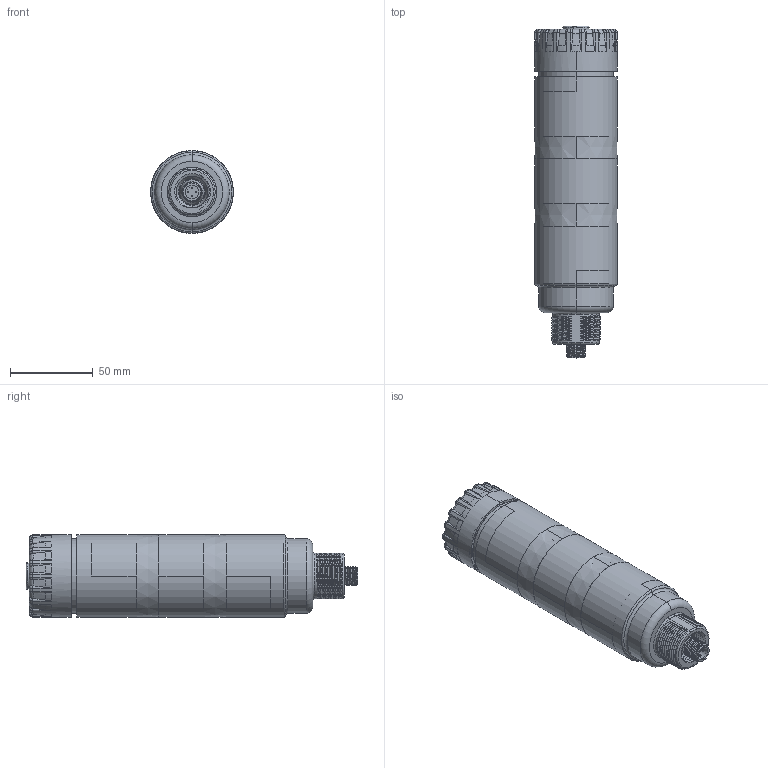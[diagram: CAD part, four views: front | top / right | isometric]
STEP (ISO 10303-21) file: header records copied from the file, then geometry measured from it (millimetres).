
FILE_DESCRIPTION((''),'2;1');
FILE_NAME('145175_SW','2009-02-10T',('banengservice'),('BANNER ENGINEERING'),'PRO/ENGINEER BY PARAMETRIC TECHNOLOGY CORPORATION, 2006170','PRO/ENGINEER BY PARAMETRIC TECHNOLOGY CORPORATION, 2006170','');
FILE_SCHEMA(('CONFIG_CONTROL_DESIGN'));
Products named in the file (1): 145175_SW
Bounding box: 50 x 200.7 x 50 mm (x, y, z)
Volume: 111197.2 mm3; surface area: 108738.4 mm2
Topology: 3 solids, 3 shells, 1778 faces, 4609 edges, 2923 vertices
Faces by surface type: plane 648, cylinder 582, torus 214, bspline 206, cone 128
Entity records: 85128 total; most frequent: CARTESIAN_POINT 42497, ORIENTED_EDGE 9214, DIRECTION 8618, EDGE_CURVE 4607, AXIS2_PLACEMENT_3D 3278, VERTEX_POINT 2923, VECTOR 2062, LINE 2062
